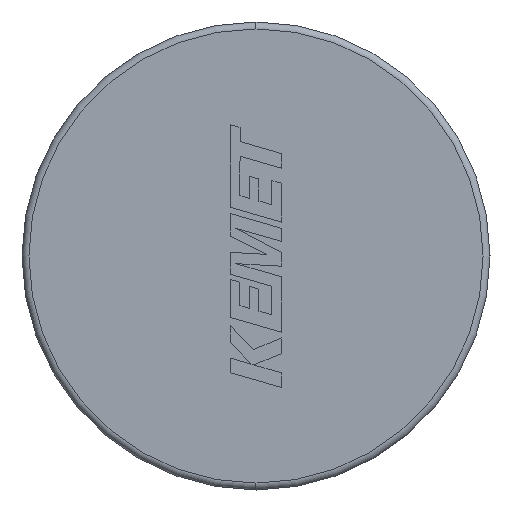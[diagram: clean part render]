
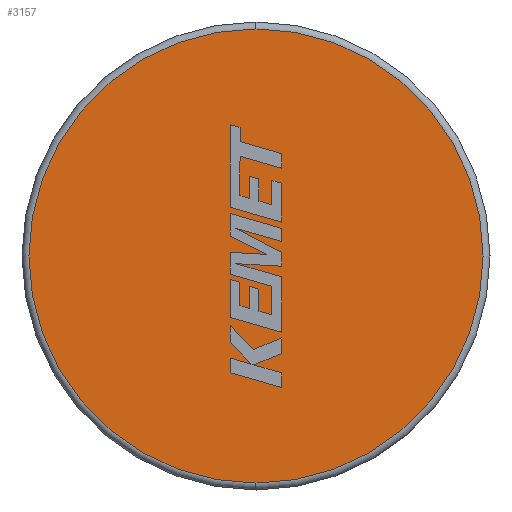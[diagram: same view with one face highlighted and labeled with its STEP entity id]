
A CAD part, left-side view. The second image highlights one B-rep face of the part: STEP entity #3157.
In plain terms, the highlighted planar face has unit normal (-1, 0, 0).
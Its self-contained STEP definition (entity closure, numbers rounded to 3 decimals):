
#142 = VERTEX_POINT ( 'NONE', #2538 ) ;
#216 = DIRECTION ( 'NONE',  ( 0., 0., -1. ) ) ;
#225 = PLANE ( 'NONE',  #1999 ) ;
#258 = CARTESIAN_POINT ( 'NONE',  ( 0., 0., 0. ) ) ;
#436 = VERTEX_POINT ( 'NONE', #2342 ) ;
#497 = DIRECTION ( 'NONE',  ( 0., 0., -1. ) ) ;
#671 = DIRECTION ( 'NONE',  ( -1., 0., 0. ) ) ;
#776 = DIRECTION ( 'NONE',  ( -1., 0., 0. ) ) ;
#815 = FACE_OUTER_BOUND ( 'NONE', #3249, .T. ) ;
#920 = DIRECTION ( 'NONE',  ( 0., 0., -1. ) ) ;
#981 = EDGE_CURVE ( 'NONE', #142, #436, #2107, .T. ) ;
#1659 = AXIS2_PLACEMENT_3D ( 'NONE', #2193, #671, #920 ) ;
#1741 = ORIENTED_EDGE ( 'NONE', *, *, #981, .T. ) ;
#1798 = EDGE_CURVE ( 'NONE', #436, #142, #2395, .T. ) ;
#1999 = AXIS2_PLACEMENT_3D ( 'NONE', #258, #2868, #497 ) ;
#2080 = CARTESIAN_POINT ( 'NONE',  ( 0., 0., 0. ) ) ;
#2107 = CIRCLE ( 'NONE', #1659, 6.55 ) ;
#2193 = CARTESIAN_POINT ( 'NONE',  ( 0., 0., 0. ) ) ;
#2342 = CARTESIAN_POINT ( 'NONE',  ( 0., 0., 6.55 ) ) ;
#2395 = CIRCLE ( 'NONE', #2402, 6.55 ) ;
#2402 = AXIS2_PLACEMENT_3D ( 'NONE', #2080, #776, #216 ) ;
#2538 = CARTESIAN_POINT ( 'NONE',  ( 0., 0., -6.55 ) ) ;
#2576 = ORIENTED_EDGE ( 'NONE', *, *, #1798, .T. ) ;
#2868 = DIRECTION ( 'NONE',  ( 1., 0., 0. ) ) ;
#3157 = ADVANCED_FACE ( 'NONE', ( #815 ), #225, .F. ) ;
#3249 = EDGE_LOOP ( 'NONE', ( #1741, #2576 ) ) ;
